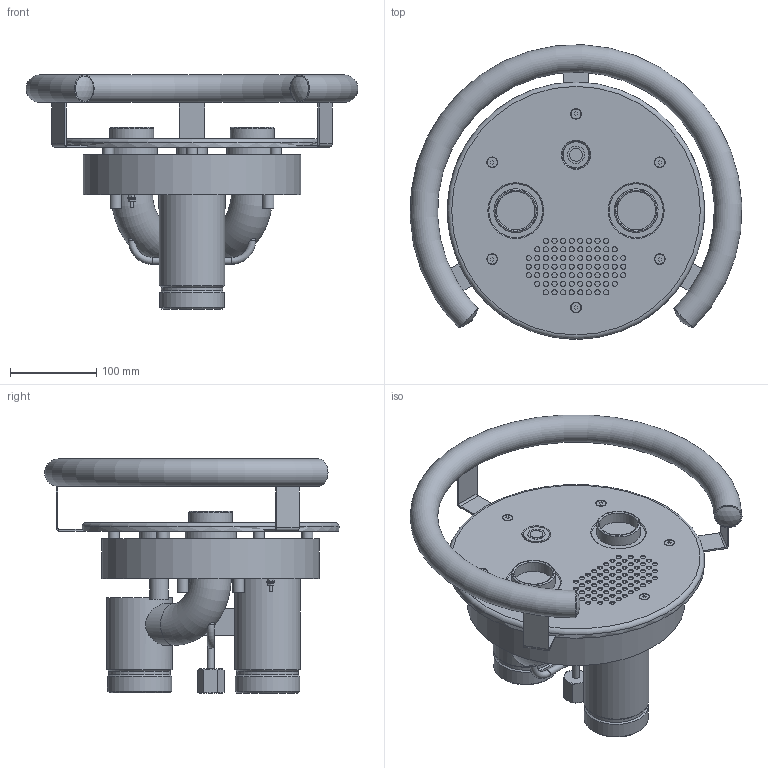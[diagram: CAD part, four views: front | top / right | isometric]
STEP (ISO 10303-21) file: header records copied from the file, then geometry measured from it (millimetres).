
FILE_DESCRIPTION (( 'STEP AP203' ), '1' );
FILE_NAME ('玾.75.1.000.00.000 - 砎闅魤闅鍧.STEP', '2023-05-16T13:49:49', ( '' ), ( '' ), 'SwSTEP 2.0', 'SolidWorks 2016', '' );
FILE_SCHEMA (( 'CONFIG_CONTROL_DESIGN' ));
Length unit declared in the file: millimetre
Products named in the file (2): 玾.75.1.000.00.000 - 砎闅魤闅鍧
Bounding box: 385.64 x 342.35 x 272.2 mm (x, y, z)
Volume: 4434568.8 mm3; surface area: 620451.9 mm2
Topology: 11 solids, 12 shells, 454 faces, 987 edges, 667 vertices
Faces by surface type: plane 232, cylinder 160, cone 43, torus 15, sphere 4
Full cylindrical faces by diameter (mm): 3.3 x1, 4 x2, 4.3 x2, 6 x75, 8 x4, 9 x2, 11.57 x6, 13 x12, 15 x1, 20 x1, 22 x1, 30 x1, 35 x1, 44.3 x2, 44.8 x2, 48.3 x2, 50.8 x2, 59.5 x2, 71.5 x2, 75 x2, 76.1 x2, 253 x1, 299 x1
Entity records: 12249 total; most frequent: CARTESIAN_POINT 3362, DIRECTION 1884, ORIENTED_EDGE 1396, AXIS2_PLACEMENT_3D 820, EDGE_LOOP 762, EDGE_CURVE 698, FACE_OUTER_BOUND 596, VERTEX_POINT 544
